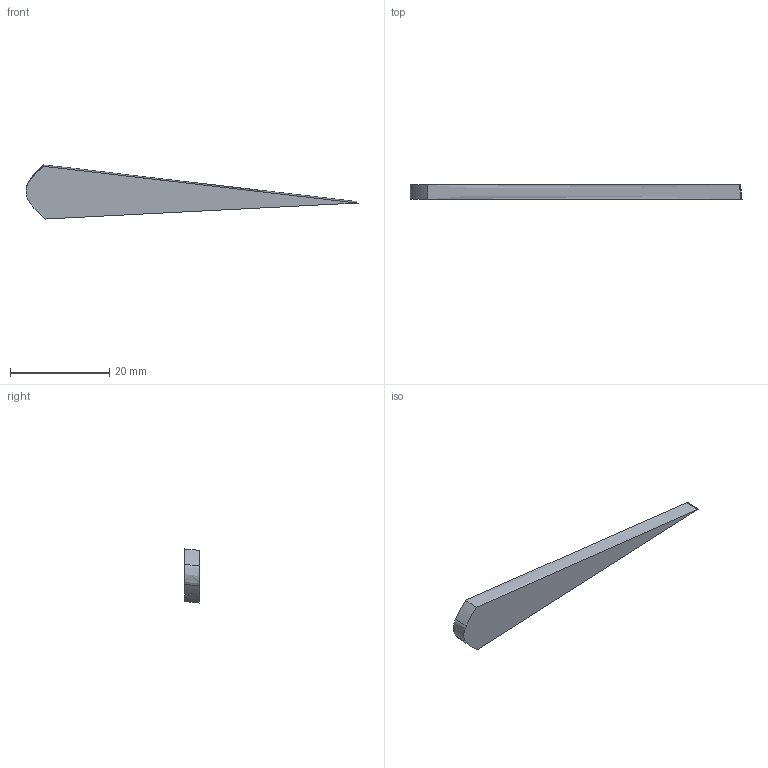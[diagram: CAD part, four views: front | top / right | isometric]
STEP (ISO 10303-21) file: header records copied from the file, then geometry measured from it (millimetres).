
FILE_DESCRIPTION(('CATIA V5 STEP Exchange'),'2;1');
FILE_NAME('BWB_Wing_ail_rib_4.stp','2021-03-16T18:43:19+00:00',('none'),('none'),'CATIA Version 5 Release 21 GA (IN-10)','CATIA V5 STEP AP203','none');
FILE_SCHEMA(('CONFIG_CONTROL_DESIGN'));
Length unit declared in the file: millimetre
Products named in the file (1): BWB_Wing_ail_rib_4
Bounding box: 66.99 x 3 x 10.9 mm (x, y, z)
Volume: 1039.5 mm3; surface area: 1115.2 mm2
Topology: 1 solids, 1 shells, 9 faces, 21 edges, 14 vertices
Faces by surface type: bspline 7, plane 2
Entity records: 890 total; most frequent: CARTESIAN_POINT 701, ORIENTED_EDGE 42, B_SPLINE_CURVE_WITH_KNOTS 21, EDGE_CURVE 21, VERTEX_POINT 14, ADVANCED_FACE 9, EDGE_LOOP 9, FACE_OUTER_BOUND 9
